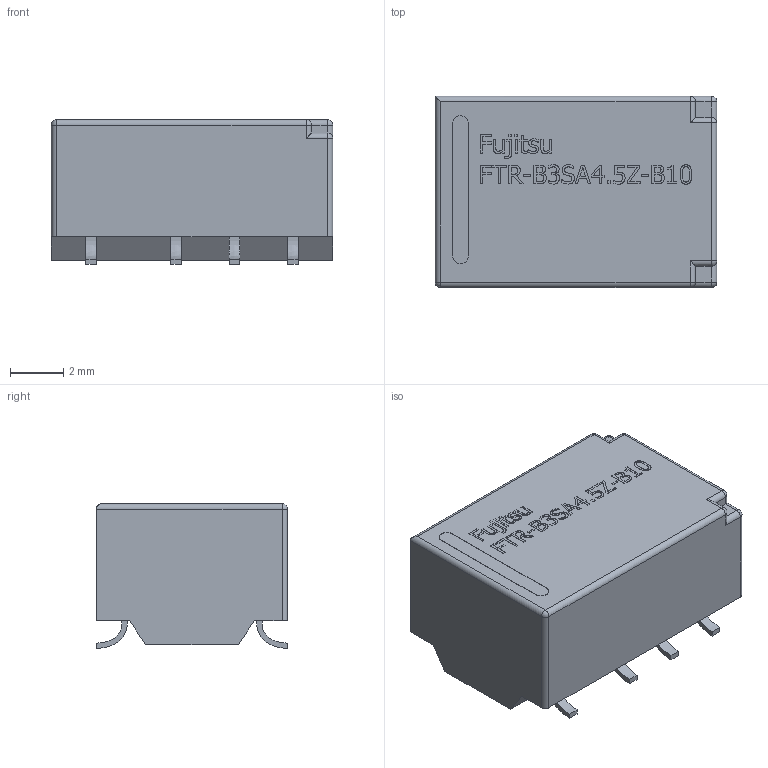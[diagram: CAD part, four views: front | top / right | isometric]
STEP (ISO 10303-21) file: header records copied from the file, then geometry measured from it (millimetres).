
FILE_DESCRIPTION( ( '' ), ' ' );
FILE_NAME( '5ba1c33e301fc81041dc3bab.step', '2018-09-19T03:32:14', ( '' ), ( '' ), ' ', ' ', ' ' );
FILE_SCHEMA( ( 'AUTOMOTIVE_DESIGN { 1 0 10303 214 1 1 1 1 }' ) );
Length unit declared in the file: metre
Products named in the file (35): Open CASCADE STEP translator 6.8 2; Open CASCADE STEP translator 6.8 1
Bounding box: 10.6 x 7.2 x 5.46 mm (x, y, z)
Volume: 374.9 mm3; surface area: 351.3 mm2
Topology: 35 solids, 35 shells, 470 faces, 1181 edges, 778 vertices
Faces by surface type: plane 289, extrusion 128, cylinder 36, sphere 16, bspline 1
Entity records: 25408 total; most frequent: CARTESIAN_POINT 4701, ORIENTED_EDGE 2344, DIRECTION 1841, STYLED_ITEM 1642, PRESENTATION_STYLE_ASSIGNMENT 1642, COLOUR_RGB 1642, EDGE_CURVE 1172, CURVE_STYLE 1172
